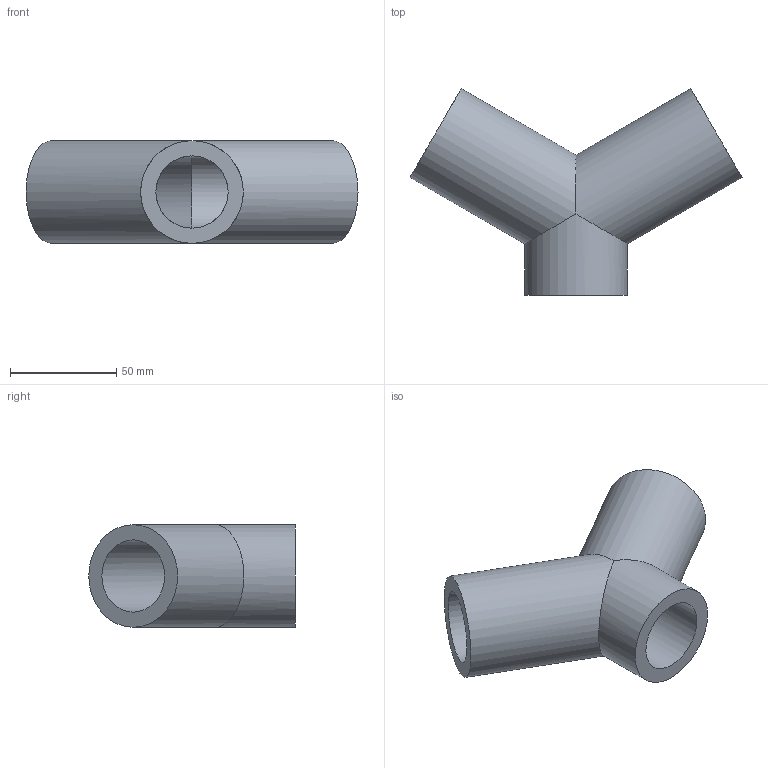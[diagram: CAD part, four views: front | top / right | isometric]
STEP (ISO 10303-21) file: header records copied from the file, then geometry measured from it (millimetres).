
FILE_DESCRIPTION(/* description */ (''),/* implementation_level */ '2;1');
FILE_NAME(/* name */ 'WYE-S1.5-SCH160-120.stp',/* time_stamp */ '2023-11-21T17:31:02-05:00',/* author */ ('Admin'),/* organization */ (''),/* preprocessor_version */ 'ST-DEVELOPER v19',/* originating_system */ 'Autodesk Inventor 2023',/* authorisation */ '');
FILE_SCHEMA (('AUTOMOTIVE_DESIGN { 1 0 10303 214 3 1 1 }'));
Length unit declared in the file: inch
Products named in the file (1): WYE-S1.5-SCH160-120
Bounding box: 156.11 x 97.1 x 48.26 mm (x, y, z)
Volume: 154541.5 mm3; surface area: 45953.3 mm2
Topology: 1 solids, 1 shells, 9 faces, 22 edges, 14 vertices
Faces by surface type: cylinder 6, plane 3
Full cylindrical faces by diameter (mm): 33.985 x3, 48.26 x3
Entity records: 329 total; most frequent: DIRECTION 58, CARTESIAN_POINT 46, ORIENTED_EDGE 44, AXIS2_PLACEMENT_3D 26, EDGE_CURVE 22, VERTEX_POINT 14, EDGE_LOOP 12, ELLIPSE 10
